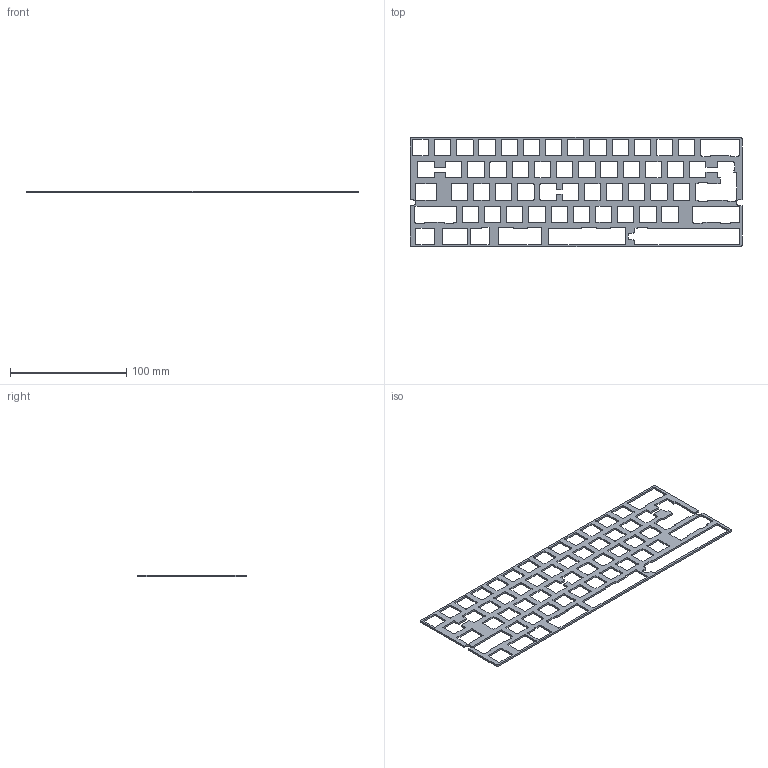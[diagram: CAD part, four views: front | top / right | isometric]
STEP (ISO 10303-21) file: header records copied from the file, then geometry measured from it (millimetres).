
FILE_DESCRIPTION(('KiCad electronic assembly'),'2;1');
FILE_NAME('Plate60tray.step','2021-12-24T21:29:56',('An Author'),( 'A Company'),'Open CASCADE STEP processor 6.9', 'KiCad to STEP converter','Unknown');
FILE_SCHEMA(('AUTOMOTIVE_DESIGN { 1 0 10303 214 1 1 1 1 }'));
Length unit declared in the file: millimetre
Products named in the file (2): Open CASCADE STEP translator 6.9 1; COMPOUND
Assembly tree (1 placements, depth 2):
  Open CASCADE STEP translator 6.9 1
    COMPOUND
Bounding box: 285.04 x 94.2 x 1.6 mm (x, y, z)
Volume: 18136.7 mm3; surface area: 30000.6 mm2
Topology: 1 solids, 1 shells, 595 faces, 1779 edges, 1186 vertices
Faces by surface type: plane 323, cylinder 272
Entity records: 43531 total; most frequent: CARTESIAN_POINT 7120, DIRECTION 7075, LINE 4249, VECTOR 4249, ORIENTED_EDGE 3558, PCURVE 3558, DEFINITIONAL_REPRESENTATION 3558, EDGE_CURVE 1779
